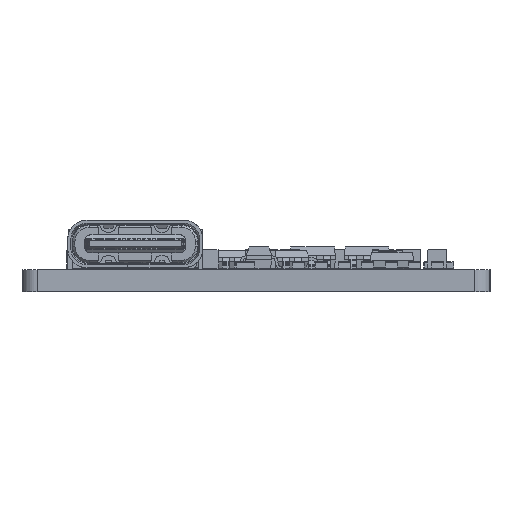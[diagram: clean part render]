
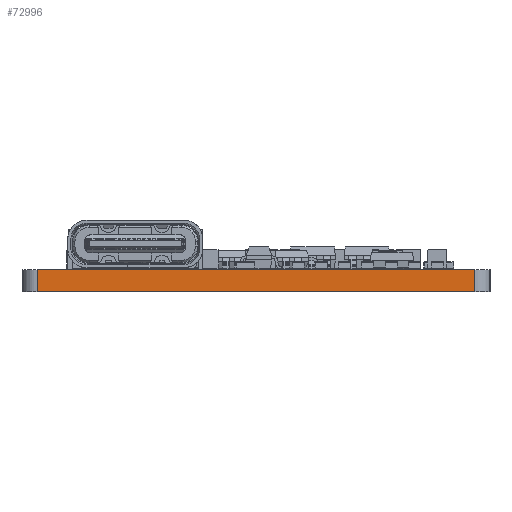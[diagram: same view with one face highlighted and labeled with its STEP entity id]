
A CAD part, left-side view. The second image highlights one B-rep face of the part: STEP entity #72996.
In plain terms, the highlighted planar face has unit normal (-1, 0, 0).
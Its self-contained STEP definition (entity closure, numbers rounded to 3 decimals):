
#72396 = VERTEX_POINT('',#72397);
#72397 = CARTESIAN_POINT('',(169.5,-119.5,0.));
#72404 = EDGE_CURVE('',#72396,#72405,#72407,.T.);
#72405 = VERTEX_POINT('',#72406);
#72406 = CARTESIAN_POINT('',(169.5,-90.5,0.));
#72407 = LINE('',#72408,#72409);
#72408 = CARTESIAN_POINT('',(169.5,-119.5,0.));
#72409 = VECTOR('',#72410,1.);
#72410 = DIRECTION('',(0.,1.,0.));
#72691 = VERTEX_POINT('',#72692);
#72692 = CARTESIAN_POINT('',(169.5,-119.5,1.482));
#72699 = EDGE_CURVE('',#72691,#72700,#72702,.T.);
#72700 = VERTEX_POINT('',#72701);
#72701 = CARTESIAN_POINT('',(169.5,-90.5,1.482));
#72702 = LINE('',#72703,#72704);
#72703 = CARTESIAN_POINT('',(169.5,-119.5,1.482));
#72704 = VECTOR('',#72705,1.);
#72705 = DIRECTION('',(0.,1.,0.));
#72966 = EDGE_CURVE('',#72405,#72700,#72967,.T.);
#72967 = LINE('',#72968,#72969);
#72968 = CARTESIAN_POINT('',(169.5,-90.5,0.));
#72969 = VECTOR('',#72970,1.);
#72970 = DIRECTION('',(0.,0.,1.));
#72996 = ADVANCED_FACE('',(#72997),#73008,.T.);
#72997 = FACE_BOUND('',#72998,.T.);
#72998 = EDGE_LOOP('',(#72999,#73005,#73006,#73007));
#72999 = ORIENTED_EDGE('',*,*,#73000,.T.);
#73000 = EDGE_CURVE('',#72396,#72691,#73001,.T.);
#73001 = LINE('',#73002,#73003);
#73002 = CARTESIAN_POINT('',(169.5,-119.5,0.));
#73003 = VECTOR('',#73004,1.);
#73004 = DIRECTION('',(0.,0.,1.));
#73005 = ORIENTED_EDGE('',*,*,#72699,.T.);
#73006 = ORIENTED_EDGE('',*,*,#72966,.F.);
#73007 = ORIENTED_EDGE('',*,*,#72404,.F.);
#73008 = PLANE('',#73009);
#73009 = AXIS2_PLACEMENT_3D('',#73010,#73011,#73012);
#73010 = CARTESIAN_POINT('',(169.5,-119.5,0.));
#73011 = DIRECTION('',(-1.,0.,0.));
#73012 = DIRECTION('',(0.,1.,0.));
